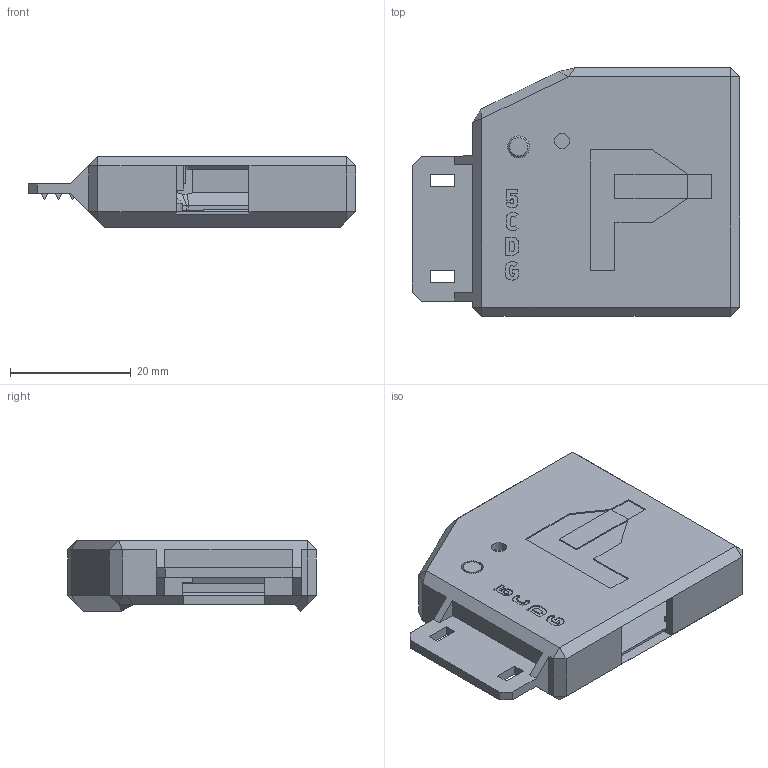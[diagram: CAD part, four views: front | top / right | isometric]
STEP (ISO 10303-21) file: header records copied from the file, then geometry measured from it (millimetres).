
FILE_DESCRIPTION(/* description */ (''),/* implementation_level */ '2;1');
FILE_NAME(/* name */ 'XH R2R + shelf - body and lid.step',/* time_stamp */ '2024-04-23T10:54:31-07:00',/* author */ (''),/* organization */ (''),/* preprocessor_version */ 'ST-DEVELOPER v20',/* originating_system */ 'Autodesk Translation Framework v12.20.1.177',/* authorisation */ '');
FILE_SCHEMA (('AUTOMOTIVE_DESIGN { 1 0 10303 214 3 1 1 }'));
Length unit declared in the file: millimetre
Products named in the file (3): Enclosure; Case Body; Case Lid
Assembly tree (2 placements, depth 2):
  Enclosure
    Case Body
    Case Lid
Bounding box: 54.15 x 41.1 x 11.66 mm (x, y, z)
Volume: 7427.8 mm3; surface area: 10510.1 mm2
Topology: 3 solids, 3 shells, 377 faces, 997 edges, 635 vertices
Faces by surface type: plane 294, bspline 57, cylinder 18, cone 8
Full cylindrical faces by diameter (mm): 2 x2, 2.5 x2, 3 x2, 3.5 x1, 3.6 x3, 4.2 x1, 5 x1
Entity records: 11992 total; most frequent: CARTESIAN_POINT 2981, ORIENTED_EDGE 1990, DIRECTION 1570, EDGE_CURVE 995, LINE 842, VECTOR 842, VERTEX_POINT 635, EDGE_LOOP 404
